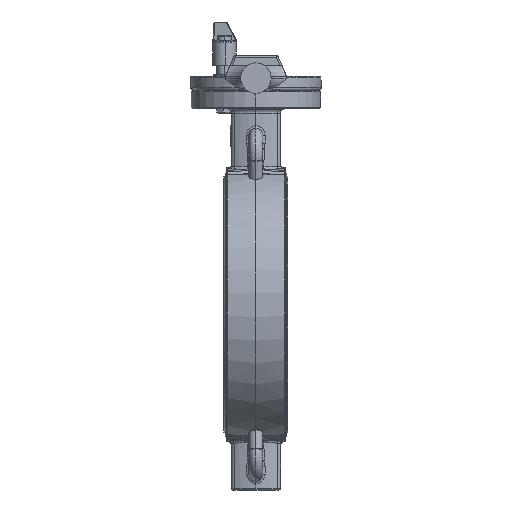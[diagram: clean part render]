
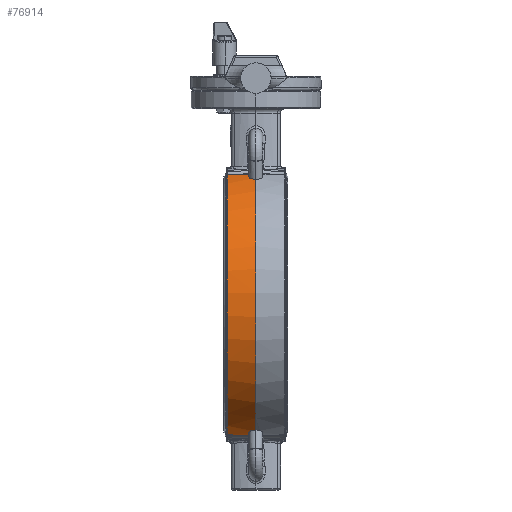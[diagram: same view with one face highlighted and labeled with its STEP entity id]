
A CAD part, left-side view. The second image highlights one B-rep face of the part: STEP entity #76914.
In plain terms, the highlighted conical face has half-angle 2.981 degrees and reference radius 159.5 mm.
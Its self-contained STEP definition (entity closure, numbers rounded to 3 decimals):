
#76748=CARTESIAN_POINT('',(0.,0.,0.));
#76749=DIRECTION('',(0.,-1.,-0.));
#76750=DIRECTION('',(0.,0.,-1.));
#76751=AXIS2_PLACEMENT_3D('',#76748,#76749,#76750);
#76752=CONICAL_SURFACE('',#76751,159.5,2.981);
#76753=CARTESIAN_POINT('',(-51.994,5.616,150.478));
#76754=VERTEX_POINT('',#76753);
#76755=CARTESIAN_POINT('',(-49.778,33.126,149.716));
#76756=VERTEX_POINT('',#76755);
#76757=CARTESIAN_POINT('',(-51.994,5.616,150.478));
#76758=CARTESIAN_POINT('',(-51.663,10.204,150.34));
#76759=CARTESIAN_POINT('',(-51.316,14.79,150.206));
#76760=CARTESIAN_POINT('',(-50.949,19.376,150.078));
#76761=CARTESIAN_POINT('',(-50.582,23.961,149.951));
#76762=CARTESIAN_POINT('',(-50.194,28.544,149.83));
#76763=CARTESIAN_POINT('',(-49.778,33.126,149.716));
#76764=B_SPLINE_CURVE_WITH_KNOTS('',3,(#76757,#76758,#76759,#76760,#76761,#76762,#76763),.UNSPECIFIED.,.F.,.F.,(4,3,4),(0.,0.014,0.028),.UNSPECIFIED.);
#76765=EDGE_CURVE('',#76754,#76756,#76764,.T.);
#76766=ORIENTED_EDGE('',*,*,#76765,.T.);
#76767=CARTESIAN_POINT('',(-49.778,33.126,-149.716));
#76768=VERTEX_POINT('',#76767);
#76769=CARTESIAN_POINT('',(0.,33.126,0.));
#76770=DIRECTION('',(0.,-1.,-0.));
#76771=DIRECTION('',(0.,0.,-1.));
#76772=AXIS2_PLACEMENT_3D('',#76769,#76770,#76771);
#76773=CIRCLE('',#76772,157.775);
#76774=EDGE_CURVE('',#76756,#76768,#76773,.T.);
#76775=ORIENTED_EDGE('',*,*,#76774,.T.);
#76776=CARTESIAN_POINT('',(-51.994,5.616,-150.478));
#76777=VERTEX_POINT('',#76776);
#76778=CARTESIAN_POINT('',(-49.778,33.126,-149.716));
#76779=CARTESIAN_POINT('',(-50.194,28.544,-149.83));
#76780=CARTESIAN_POINT('',(-50.582,23.961,-149.951));
#76781=CARTESIAN_POINT('',(-50.949,19.376,-150.078));
#76782=CARTESIAN_POINT('',(-51.316,14.79,-150.206));
#76783=CARTESIAN_POINT('',(-51.663,10.204,-150.34));
#76784=CARTESIAN_POINT('',(-51.994,5.616,-150.478));
#76785=B_SPLINE_CURVE_WITH_KNOTS('',3,(#76778,#76779,#76780,#76781,#76782,#76783,#76784),.UNSPECIFIED.,.F.,.F.,(4,3,4),(0.,0.014,0.028),.UNSPECIFIED.);
#76786=EDGE_CURVE('',#76768,#76777,#76785,.T.);
#76787=ORIENTED_EDGE('',*,*,#76786,.T.);
#76788=CARTESIAN_POINT('',(-57.469,8.,-148.34));
#76789=VERTEX_POINT('',#76788);
#76790=CARTESIAN_POINT('',(-51.994,5.616,-150.478));
#76791=CARTESIAN_POINT('',(-52.352,5.995,-150.333));
#76792=CARTESIAN_POINT('',(-52.749,6.334,-150.176));
#76793=CARTESIAN_POINT('',(-53.172,6.629,-150.01));
#76794=CARTESIAN_POINT('',(-53.225,6.666,-149.989));
#76795=CARTESIAN_POINT('',(-53.279,6.702,-149.968));
#76796=CARTESIAN_POINT('',(-53.332,6.737,-149.947));
#76797=CARTESIAN_POINT('',(-53.386,6.773,-149.926));
#76798=CARTESIAN_POINT('',(-53.44,6.807,-149.905));
#76799=CARTESIAN_POINT('',(-53.495,6.841,-149.883));
#76800=CARTESIAN_POINT('',(-53.603,6.909,-149.841));
#76801=CARTESIAN_POINT('',(-53.714,6.975,-149.798));
#76802=CARTESIAN_POINT('',(-53.826,7.037,-149.754));
#76803=CARTESIAN_POINT('',(-54.05,7.162,-149.667));
#76804=CARTESIAN_POINT('',(-54.279,7.276,-149.577));
#76805=CARTESIAN_POINT('',(-54.513,7.377,-149.486));
#76806=CARTESIAN_POINT('',(-54.981,7.581,-149.304));
#76807=CARTESIAN_POINT('',(-55.468,7.737,-149.116));
#76808=CARTESIAN_POINT('',(-55.964,7.842,-148.923));
#76809=CARTESIAN_POINT('',(-56.088,7.868,-148.875));
#76810=CARTESIAN_POINT('',(-56.213,7.891,-148.827));
#76811=CARTESIAN_POINT('',(-56.338,7.911,-148.778));
#76812=CARTESIAN_POINT('',(-56.463,7.93,-148.73));
#76813=CARTESIAN_POINT('',(-56.588,7.947,-148.681));
#76814=CARTESIAN_POINT('',(-56.714,7.96,-148.633));
#76815=CARTESIAN_POINT('',(-56.965,7.987,-148.535));
#76816=CARTESIAN_POINT('',(-57.217,8.,-148.438));
#76817=CARTESIAN_POINT('',(-57.469,8.,-148.34));
#76818=B_SPLINE_CURVE_WITH_KNOTS('',3,(#76790,#76791,#76792,#76793,#76794,#76795,#76796,#76797,#76798,#76799,#76800,#76801,#76802,#76803,#76804,#76805,#76806,#76807,#76808,#76809,#76810,#76811,#76812,#76813,#76814,#76815,
#76816,#76817),.UNSPECIFIED.,.F.,.F.,(4,3,3,3,3,3,3,3,3,4),(2.821,2.983,3.003,3.024,3.064,3.145,3.308,3.348,3.389,3.47),.UNSPECIFIED.);
#76819=EDGE_CURVE('',#76777,#76789,#76818,.T.);
#76820=ORIENTED_EDGE('',*,*,#76819,.T.);
#76821=CARTESIAN_POINT('',(-60.077,8.,-147.303));
#76822=VERTEX_POINT('',#76821);
#76823=CARTESIAN_POINT('',(0.,8.,0.));
#76824=DIRECTION('',(0.,-1.,-0.));
#76825=DIRECTION('',(0.,0.,-1.));
#76826=AXIS2_PLACEMENT_3D('',#76823,#76824,#76825);
#76827=CIRCLE('',#76826,159.083);
#76828=EDGE_CURVE('',#76822,#76789,#76827,.T.);
#76829=ORIENTED_EDGE('',*,*,#76828,.F.);
#76830=CARTESIAN_POINT('',(-67.599,0.,-144.467));
#76831=VERTEX_POINT('',#76830);
#76832=CARTESIAN_POINT('',(-60.077,8.,-147.303));
#76833=CARTESIAN_POINT('',(-61.013,8.,-146.922));
#76834=CARTESIAN_POINT('',(-62.009,7.801,-146.515));
#76835=CARTESIAN_POINT('',(-62.928,7.394,-146.143));
#76836=CARTESIAN_POINT('',(-63.387,7.191,-145.956));
#76837=CARTESIAN_POINT('',(-63.826,6.936,-145.779));
#76838=CARTESIAN_POINT('',(-64.234,6.644,-145.616));
#76839=CARTESIAN_POINT('',(-64.642,6.351,-145.452));
#76840=CARTESIAN_POINT('',(-65.018,6.022,-145.303));
#76841=CARTESIAN_POINT('',(-65.352,5.667,-145.173));
#76842=CARTESIAN_POINT('',(-66.02,4.956,-144.913));
#76843=CARTESIAN_POINT('',(-66.604,4.054,-144.696));
#76844=CARTESIAN_POINT('',(-66.995,3.066,-144.572));
#76845=CARTESIAN_POINT('',(-67.19,2.572,-144.51));
#76846=CARTESIAN_POINT('',(-67.338,2.056,-144.471));
#76847=CARTESIAN_POINT('',(-67.438,1.539,-144.453));
#76848=CARTESIAN_POINT('',(-67.489,1.28,-144.445));
#76849=CARTESIAN_POINT('',(-67.527,1.021,-144.442));
#76850=CARTESIAN_POINT('',(-67.554,0.764,-144.444));
#76851=CARTESIAN_POINT('',(-67.581,0.506,-144.446));
#76852=CARTESIAN_POINT('',(-67.595,0.252,-144.454));
#76853=CARTESIAN_POINT('',(-67.599,0.,-144.467));
#76854=B_SPLINE_CURVE_WITH_KNOTS('',3,(#76832,#76833,#76834,#76835,#76836,#76837,#76838,#76839,#76840,#76841,#76842,#76843,#76844,#76845,#76846,#76847,#76848,#76849,#76850,#76851,#76852,#76853),.UNSPECIFIED.,.F.,.F.,(4,3,3,3,3,3,3,4),(-3.631,-3.328,-3.177,-3.026,-2.723,-2.572,-2.496,-2.421),.UNSPECIFIED.);
#76855=EDGE_CURVE('',#76822,#76831,#76854,.T.);
#76856=ORIENTED_EDGE('',*,*,#76855,.T.);
#76857=CARTESIAN_POINT('',(-67.599,-0.,144.467));
#76858=VERTEX_POINT('',#76857);
#76859=CARTESIAN_POINT('',(0.,0.,0.));
#76860=DIRECTION('',(0.,-1.,-0.));
#76861=DIRECTION('',(0.,0.,-1.));
#76862=AXIS2_PLACEMENT_3D('',#76859,#76860,#76861);
#76863=CIRCLE('',#76862,159.5);
#76864=EDGE_CURVE('',#76858,#76831,#76863,.T.);
#76865=ORIENTED_EDGE('',*,*,#76864,.F.);
#76866=CARTESIAN_POINT('',(-60.077,8.,147.303));
#76867=VERTEX_POINT('',#76866);
#76868=CARTESIAN_POINT('',(-67.599,-0.,144.467));
#76869=CARTESIAN_POINT('',(-67.595,0.252,144.454));
#76870=CARTESIAN_POINT('',(-67.581,0.506,144.446));
#76871=CARTESIAN_POINT('',(-67.554,0.764,144.444));
#76872=CARTESIAN_POINT('',(-67.527,1.021,144.442));
#76873=CARTESIAN_POINT('',(-67.489,1.28,144.445));
#76874=CARTESIAN_POINT('',(-67.438,1.539,144.453));
#76875=CARTESIAN_POINT('',(-67.338,2.056,144.471));
#76876=CARTESIAN_POINT('',(-67.19,2.572,144.51));
#76877=CARTESIAN_POINT('',(-66.995,3.066,144.572));
#76878=CARTESIAN_POINT('',(-66.604,4.054,144.696));
#76879=CARTESIAN_POINT('',(-66.02,4.956,144.913));
#76880=CARTESIAN_POINT('',(-65.352,5.667,145.173));
#76881=CARTESIAN_POINT('',(-65.018,6.022,145.303));
#76882=CARTESIAN_POINT('',(-64.642,6.351,145.452));
#76883=CARTESIAN_POINT('',(-64.234,6.644,145.616));
#76884=CARTESIAN_POINT('',(-63.826,6.936,145.779));
#76885=CARTESIAN_POINT('',(-63.387,7.191,145.956));
#76886=CARTESIAN_POINT('',(-62.928,7.394,146.143));
#76887=CARTESIAN_POINT('',(-62.009,7.801,146.515));
#76888=CARTESIAN_POINT('',(-61.013,8.,146.922));
#76889=CARTESIAN_POINT('',(-60.077,8.,147.303));
#76890=B_SPLINE_CURVE_WITH_KNOTS('',3,(#76868,#76869,#76870,#76871,#76872,#76873,#76874,#76875,#76876,#76877,#76878,#76879,#76880,#76881,#76882,#76883,#76884,#76885,#76886,#76887,#76888,#76889),.UNSPECIFIED.,.F.,.F.,(4,3,3,3,3,3,3,4),(-0.007,0.068,0.144,0.295,0.598,0.749,0.9,1.203),.UNSPECIFIED.);
#76891=EDGE_CURVE('',#76858,#76867,#76890,.T.);
#76892=ORIENTED_EDGE('',*,*,#76891,.T.);
#76893=CARTESIAN_POINT('',(-57.469,8.,148.34));
#76894=VERTEX_POINT('',#76893);
#76895=CARTESIAN_POINT('',(0.,8.,0.));
#76896=DIRECTION('',(-0.,1.,0.));
#76897=DIRECTION('',(0.,0.,-1.));
#76898=AXIS2_PLACEMENT_3D('',#76895,#76896,#76897);
#76899=CIRCLE('',#76898,159.083);
#76900=EDGE_CURVE('',#76867,#76894,#76899,.T.);
#76901=ORIENTED_EDGE('',*,*,#76900,.T.);
#76902=CARTESIAN_POINT('',(-57.469,8.,148.34));
#76903=CARTESIAN_POINT('',(-56.458,8.,148.732));
#76904=CARTESIAN_POINT('',(-55.451,7.785,149.122));
#76905=CARTESIAN_POINT('',(-54.514,7.377,149.486));
#76906=CARTESIAN_POINT('',(-53.576,6.97,149.85));
#76907=CARTESIAN_POINT('',(-52.71,6.373,150.189));
#76908=CARTESIAN_POINT('',(-51.994,5.616,150.478));
#76909=B_SPLINE_CURVE_WITH_KNOTS('',3,(#76902,#76903,#76904,#76905,#76906,#76907,#76908),.UNSPECIFIED.,.F.,.F.,(4,3,4),(1.138,1.462,1.787),.UNSPECIFIED.);
#76910=EDGE_CURVE('',#76894,#76754,#76909,.T.);
#76911=ORIENTED_EDGE('',*,*,#76910,.T.);
#76912=EDGE_LOOP('',(#76766,#76775,#76787,#76820,#76829,#76856,#76865,#76892,#76901,#76911));
#76913=FACE_BOUND('',#76912,.T.);
#76914=ADVANCED_FACE('',(#76913),#76752,.T.);
